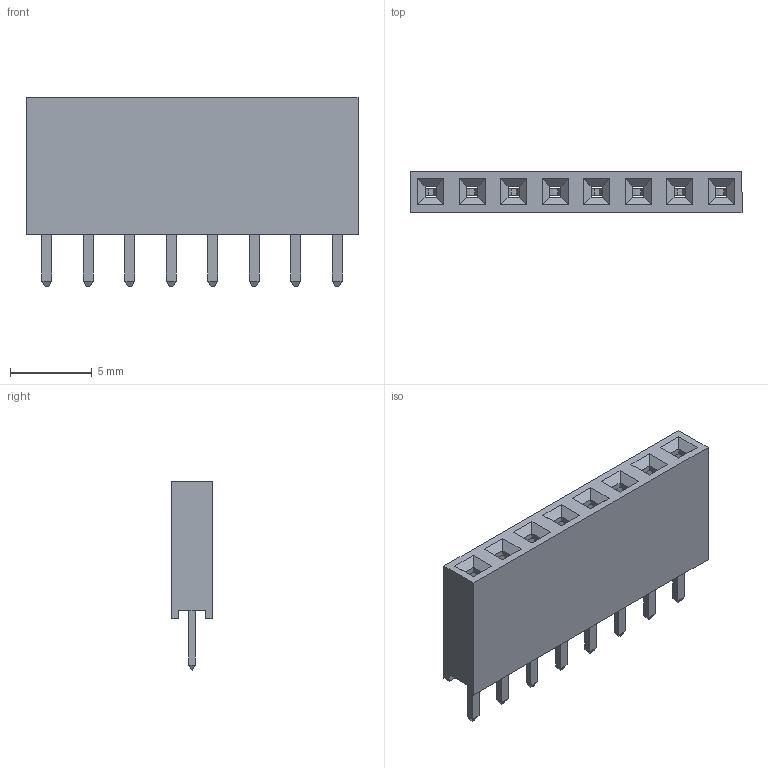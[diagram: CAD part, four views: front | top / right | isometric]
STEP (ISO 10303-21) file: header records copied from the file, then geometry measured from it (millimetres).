
FILE_DESCRIPTION (( 'STEP AP214' ), '1' );
FILE_NAME ('User Library-PBS-08.STEP', '2017-12-06T18:41:26', ( 'Windows User' ), ( '' ), 'SwSTEP 2.0', 'SolidWorks 2017', '' );
FILE_SCHEMA (( 'AUTOMOTIVE_DESIGN' ));
Length unit declared in the file: millimetre
Products named in the file (1): User Library-PBS-08
Bounding box: 20.32 x 2.54 x 11.6 mm (x, y, z)
Volume: 258.6 mm3; surface area: 1154.6 mm2
Topology: 1 solids, 1 shells, 242 faces, 704 edges, 448 vertices
Faces by surface type: plane 226, cylinder 16
Entity records: 8933 total; most frequent: ORIENTED_EDGE 1408, CARTESIAN_POINT 1395, DIRECTION 1222, EDGE_CURVE 704, VECTOR 672, LINE 672, VERTEX_POINT 448, AXIS2_PLACEMENT_3D 275
